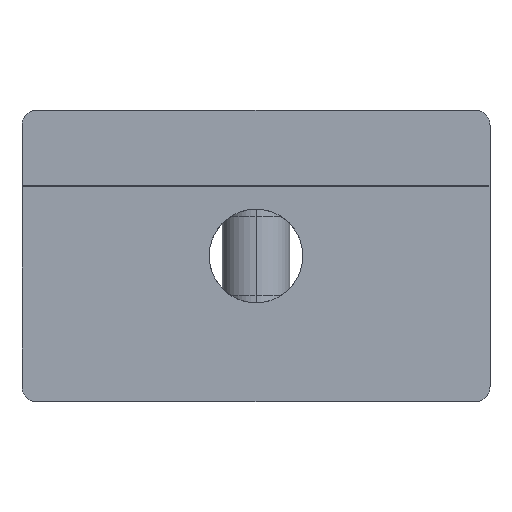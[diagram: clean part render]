
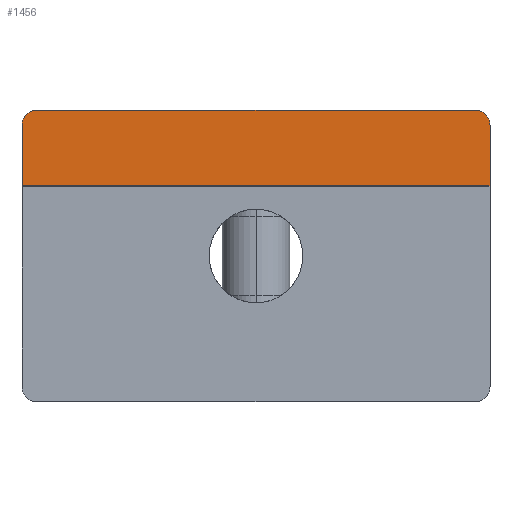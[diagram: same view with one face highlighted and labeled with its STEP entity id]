
A CAD part, left-side view. The second image highlights one B-rep face of the part: STEP entity #1456.
In plain terms, the highlighted cylindrical face has radius 500000 mm (diameter 1e+06 mm), a partial arc.
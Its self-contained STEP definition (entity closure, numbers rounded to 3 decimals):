
#102 = CARTESIAN_POINT ( 'NONE',  ( -63., 22.387, 13.205 ) ) ;
#122 = ORIENTED_EDGE ( 'NONE', *, *, #3138, .T. ) ;
#180 = DIRECTION ( 'NONE',  ( 0., 0., 1. ) ) ;
#182 = CARTESIAN_POINT ( 'NONE',  ( -63., -39., 6.75 ) ) ;
#212 = CARTESIAN_POINT ( 'NONE',  ( -500063., -39., 0. ) ) ;
#356 = CARTESIAN_POINT ( 'NONE',  ( -63., 21.524, 13.96 ) ) ;
#398 = B_SPLINE_CURVE_WITH_KNOTS ( 'NONE', 3,
 ( #1728, #3056, #674, #2819, #1485, #627, #612, #1699 ),
 .UNSPECIFIED., .F., .F.,
 ( 4, 2, 2, 4 ),
 ( 0., 0., 0.001, 0.002 ),
 .UNSPECIFIED. ) ;
#502 = CYLINDRICAL_SURFACE ( 'NONE', #608, 500000. ) ;
#587 = VERTEX_POINT ( 'NONE', #2409 ) ;
#599 = CARTESIAN_POINT ( 'NONE',  ( -500063., 22.5, 0. ) ) ;
#608 = AXIS2_PLACEMENT_3D ( 'NONE', #212, #2685, #1268 ) ;
#612 = CARTESIAN_POINT ( 'NONE',  ( -63., -21.687, 13.919 ) ) ;
#623 = CARTESIAN_POINT ( 'NONE',  ( -63., 21.362, 14. ) ) ;
#627 = CARTESIAN_POINT ( 'NONE',  ( -63., -21.976, 13.731 ) ) ;
#671 = CARTESIAN_POINT ( 'NONE',  ( -63., 21.676, 13.894 ) ) ;
#674 = CARTESIAN_POINT ( 'NONE',  ( -63., -22.473, 12.875 ) ) ;
#716 = DIRECTION ( 'NONE',  ( 0., -1., 0. ) ) ;
#738 = ORIENTED_EDGE ( 'NONE', *, *, #2270, .F. ) ;
#938 = EDGE_LOOP ( 'NONE', ( #738, #3225, #2953, #122, #2753, #1343 ) ) ;
#1003 = FACE_OUTER_BOUND ( 'NONE', #938, .T. ) ;
#1046 = CIRCLE ( 'NONE', #3218, 500000. ) ;
#1163 = DIRECTION ( 'NONE',  ( 1., 0., 0. ) ) ;
#1170 = EDGE_CURVE ( 'NONE', #2343, #3493, #398, .T. ) ;
#1193 = CARTESIAN_POINT ( 'NONE',  ( -63., 22.5, 12.879 ) ) ;
#1268 = DIRECTION ( 'NONE',  ( 0., 0., 1. ) ) ;
#1343 = ORIENTED_EDGE ( 'NONE', *, *, #1600, .T. ) ;
#1456 = ADVANCED_FACE ( 'NONE', ( #1003 ), #502, .F. ) ;
#1485 = CARTESIAN_POINT ( 'NONE',  ( -63., -22.285, 13.336 ) ) ;
#1548 = CARTESIAN_POINT ( 'NONE',  ( -63., 22.5, 12.544 ) ) ;
#1600 = EDGE_CURVE ( 'NONE', #2490, #2455, #2068, .T. ) ;
#1699 = CARTESIAN_POINT ( 'NONE',  ( -63., -21.362, 14. ) ) ;
#1728 = CARTESIAN_POINT ( 'NONE',  ( -63., -22.5, 12.544 ) ) ;
#1831 = CARTESIAN_POINT ( 'NONE',  ( -63., -21.362, 14. ) ) ;
#2002 = CARTESIAN_POINT ( 'NONE',  ( -63., 21.957, 13.712 ) ) ;
#2068 = LINE ( 'NONE', #182, #3286 ) ;
#2092 = AXIS2_PLACEMENT_3D ( 'NONE', #2845, #3415, #180 ) ;
#2169 = EDGE_CURVE ( 'NONE', #3493, #587, #2498, .T. ) ;
#2228 = CARTESIAN_POINT ( 'NONE',  ( -63., -39., 14. ) ) ;
#2268 = CIRCLE ( 'NONE', #2092, 500000. ) ;
#2270 = EDGE_CURVE ( 'NONE', #2343, #2455, #2268, .T. ) ;
#2289 = CARTESIAN_POINT ( 'NONE',  ( -63., 22.5, 12.544 ) ) ;
#2343 = VERTEX_POINT ( 'NONE', #3181 ) ;
#2409 = CARTESIAN_POINT ( 'NONE',  ( -63., 21.362, 14. ) ) ;
#2455 = VERTEX_POINT ( 'NONE', #3506 ) ;
#2490 = VERTEX_POINT ( 'NONE', #2733 ) ;
#2498 = LINE ( 'NONE', #2228, #3432 ) ;
#2557 = EDGE_CURVE ( 'NONE', #2490, #2782, #1046, .T. ) ;
#2562 = CARTESIAN_POINT ( 'NONE',  ( -63., 22.079, 13.6 ) ) ;
#2685 = DIRECTION ( 'NONE',  ( 0., 1., 0. ) ) ;
#2733 = CARTESIAN_POINT ( 'NONE',  ( -63., 22.5, 6.75 ) ) ;
#2753 = ORIENTED_EDGE ( 'NONE', *, *, #2557, .F. ) ;
#2782 = VERTEX_POINT ( 'NONE', #1548 ) ;
#2819 = CARTESIAN_POINT ( 'NONE',  ( -63., -22.364, 13.191 ) ) ;
#2845 = CARTESIAN_POINT ( 'NONE',  ( -500063., -22.5, 0. ) ) ;
#2953 = ORIENTED_EDGE ( 'NONE', *, *, #2169, .T. ) ;
#3056 = CARTESIAN_POINT ( 'NONE',  ( -63., -22.5, 12.712 ) ) ;
#3076 = DIRECTION ( 'NONE',  ( 0., -1., 0. ) ) ;
#3138 = EDGE_CURVE ( 'NONE', #587, #2782, #3339, .T. ) ;
#3181 = CARTESIAN_POINT ( 'NONE',  ( -63., -22.5, 12.544 ) ) ;
#3218 = AXIS2_PLACEMENT_3D ( 'NONE', #599, #3076, #1163 ) ;
#3225 = ORIENTED_EDGE ( 'NONE', *, *, #1170, .T. ) ;
#3286 = VECTOR ( 'NONE', #716, 1000. ) ;
#3307 = DIRECTION ( 'NONE',  ( 0., 1., 0. ) ) ;
#3339 = B_SPLINE_CURVE_WITH_KNOTS ( 'NONE', 3,
 ( #623, #356, #671, #2002, #2562, #102, #1193, #2289 ),
 .UNSPECIFIED., .F., .F.,
 ( 4, 2, 2, 4 ),
 ( 0., 0., 0.001, 0.002 ),
 .UNSPECIFIED. ) ;
#3415 = DIRECTION ( 'NONE',  ( 0., 1., 0. ) ) ;
#3432 = VECTOR ( 'NONE', #3307, 1000. ) ;
#3493 = VERTEX_POINT ( 'NONE', #1831 ) ;
#3506 = CARTESIAN_POINT ( 'NONE',  ( -63., -22.5, 6.75 ) ) ;
